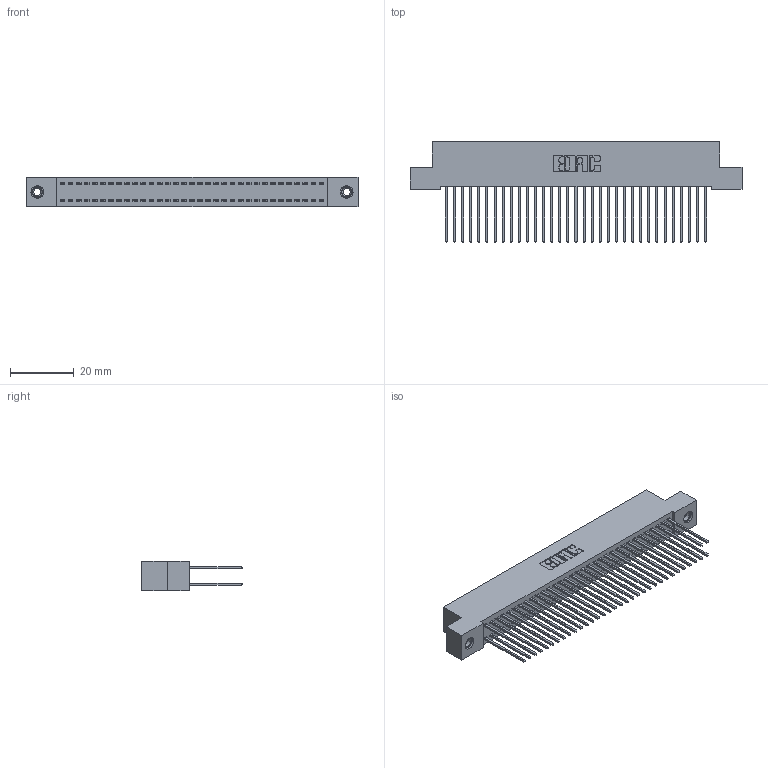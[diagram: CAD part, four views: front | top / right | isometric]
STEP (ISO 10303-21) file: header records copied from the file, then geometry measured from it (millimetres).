
FILE_DESCRIPTION (( 'STEP AP203' ), '1' );
FILE_NAME ('392-066-542-208.STEP', '2018-08-17T22:19:08', ( '' ), ( '' ), 'SwSTEP 2.0', 'SolidWorks 2016', '' );
FILE_SCHEMA (( 'CONFIG_CONTROL_DESIGN' ));
Length unit declared in the file: inch
Products named in the file (4): 342 Part_TI; 345-292-001_345-293-142; 345-250-001_345-250-003-102; 392-066-542-208
Assembly tree (69 placements, depth 2):
  392-066-542-208
    342 Part_TI
    345-292-001_345-293-142  x66
    345-250-001_345-250-003-102  x2
Bounding box: 104.14 x 31.63 x 9.4 mm (x, y, z)
Volume: 9616.3 mm3; surface area: 16822.2 mm2
Topology: 69 solids, 69 shells, 3602 faces, 10665 edges, 7014 vertices
Faces by surface type: plane 2474, cylinder 1112, cone 12, torus 4
Entity records: 23466 total; most frequent: CARTESIAN_POINT 3881, ORIENTED_EDGE 3810, DIRECTION 3363, EDGE_CURVE 1905, VECTOR 1757, LINE 1757, VERTEX_POINT 1264, AXIS2_PLACEMENT_3D 803
